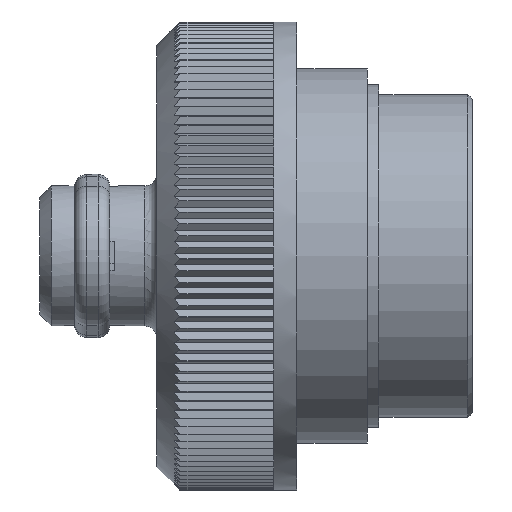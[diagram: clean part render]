
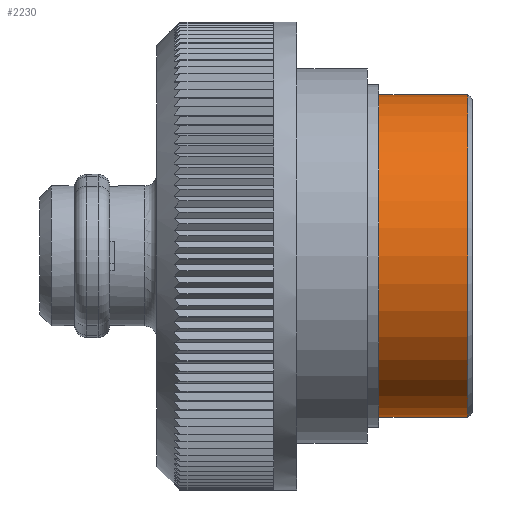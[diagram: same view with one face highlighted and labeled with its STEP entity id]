
A CAD part, front view. The second image highlights one B-rep face of the part: STEP entity #2230.
In plain terms, the highlighted cylindrical face has radius 6.9 mm (diameter 13.8 mm), a full revolution.
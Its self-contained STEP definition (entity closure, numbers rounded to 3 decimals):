
#2202=CYLINDRICAL_SURFACE('',#8601,6.9);
#2230=ADVANCED_FACE('',(#3090,#3091),#2202,.T.);
#3090=FACE_BOUND('',#3136,.T.);
#3091=FACE_BOUND('',#3137,.T.);
#3136=EDGE_LOOP('',(#3611));
#3137=EDGE_LOOP('',(#3612));
#3611=ORIENTED_EDGE('',*,*,#7002,.T.);
#3612=ORIENTED_EDGE('',*,*,#7003,.T.);
#6156=VERTEX_POINT('',#11624);
#6157=VERTEX_POINT('',#11626);
#7002=EDGE_CURVE('',#6156,#6156,#8275,.T.);
#7003=EDGE_CURVE('',#6157,#6157,#8276,.T.);
#8275=CIRCLE('',#8599,6.9);
#8276=CIRCLE('',#8600,6.9);
#8599=AXIS2_PLACEMENT_3D('',#11623,#9380,#9381);
#8600=AXIS2_PLACEMENT_3D('',#11625,#9382,#9383);
#8601=AXIS2_PLACEMENT_3D('',#11627,#9384,#9385);
#9380=DIRECTION('',(-1.,0.,0.));
#9381=DIRECTION('',(0.,0.,-1.));
#9382=DIRECTION('',(1.,0.,0.));
#9383=DIRECTION('',(0.,0.,-1.));
#9384=DIRECTION('',(1.,0.,0.));
#9385=DIRECTION('',(0.,0.,-1.));
#11623=CARTESIAN_POINT('',(18.3,0.,0.));
#11624=CARTESIAN_POINT('',(18.3,0.,-6.9));
#11625=CARTESIAN_POINT('',(14.5,0.,0.));
#11626=CARTESIAN_POINT('',(14.5,0.,-6.9));
#11627=CARTESIAN_POINT('',(16.5,0.,0.));
